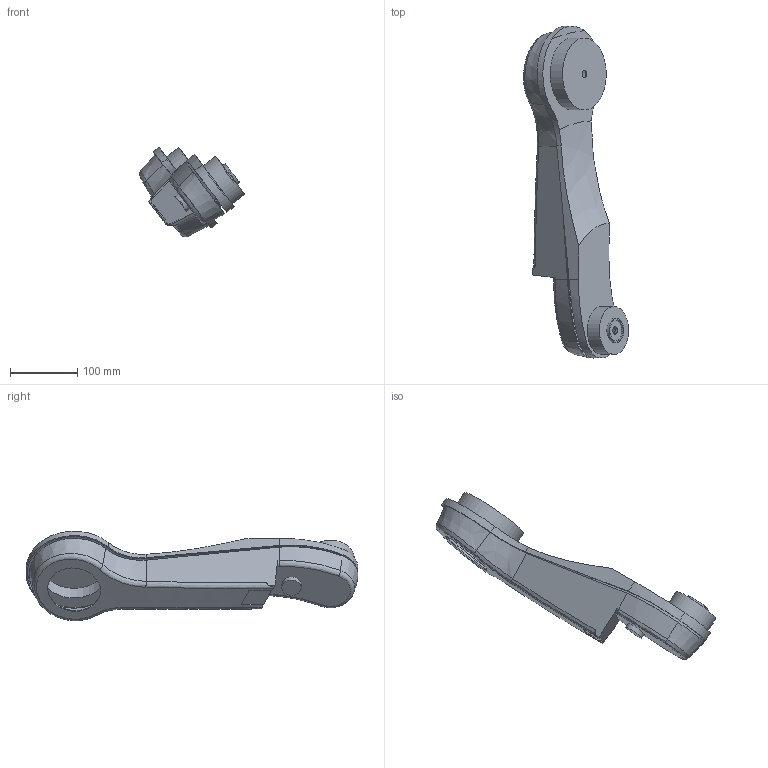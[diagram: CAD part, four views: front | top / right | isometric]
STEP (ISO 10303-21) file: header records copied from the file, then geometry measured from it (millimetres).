
FILE_DESCRIPTION(/* description */ (''),/* implementation_level */ '2;1');
FILE_NAME(/* name */ 'L2.step',/* time_stamp */ '2022-05-25T21:34:17+08:00',/* author */ (''),/* organization */ (''),/* preprocessor_version */ 'ST-DEVELOPER v18.1',/* originating_system */ 'Autodesk Translation Framework v10.14.0.1471',/* authorisation */ '');
FILE_SCHEMA (('AUTOMOTIVE_DESIGN { 1 0 10303 214 3 1 1 }'));
Length unit declared in the file: millimetre
Products named in the file (1): L2
Bounding box: 156.07 x 493.55 x 133.06 mm (x, y, z)
Volume: 262278.7 mm3; surface area: 296865.2 mm2
Topology: 2 solids, 2 shells, 109 faces, 279 edges, 182 vertices
Faces by surface type: plane 42, cylinder 29, bspline 26, cone 12
Full cylindrical faces by diameter (mm): 11.429 x2, 25 x1, 28.571 x1, 32.143 x1, 35.714 x1, 67.857 x1, 71.429 x1, 78.571 x1, 103.571 x1, 107.143 x1
Entity records: 8567 total; most frequent: CARTESIAN_POINT 6076, ORIENTED_EDGE 558, DIRECTION 435, EDGE_CURVE 279, VERTEX_POINT 182, AXIS2_PLACEMENT_3D 168, EDGE_LOOP 123, FACE_OUTER_BOUND 109
